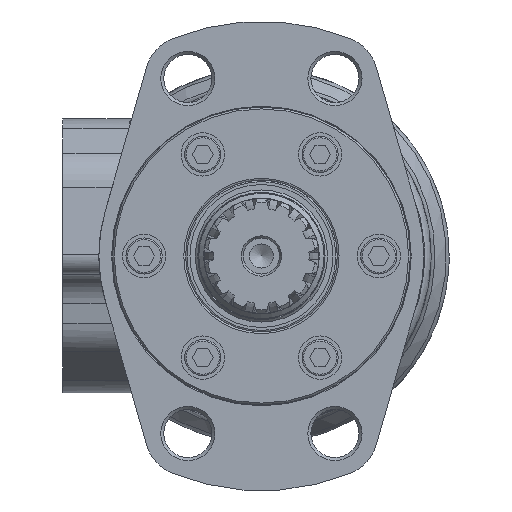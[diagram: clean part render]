
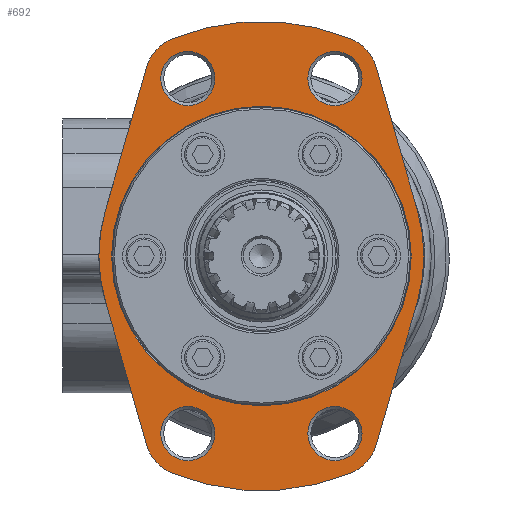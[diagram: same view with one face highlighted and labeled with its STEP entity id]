
A CAD part, left-side view. The second image highlights one B-rep face of the part: STEP entity #692.
In plain terms, the highlighted planar face has unit normal (-1, 0, 0).
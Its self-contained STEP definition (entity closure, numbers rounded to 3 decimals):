
#692 = ADVANCED_FACE( '', ( #1780, #1781, #1782, #1783, #1784, #1785 ), #1786, .F. );
#1780 = FACE_OUTER_BOUND( '', #3471, .T. );
#1781 = FACE_BOUND( '', #3472, .T. );
#1782 = FACE_BOUND( '', #3473, .T. );
#1783 = FACE_BOUND( '', #3474, .T. );
#1784 = FACE_BOUND( '', #3475, .T. );
#1785 = FACE_BOUND( '', #3476, .T. );
#1786 = PLANE( '', #3477 );
#3471 = EDGE_LOOP( '', ( #5360, #5361, #5362, #5363, #5364, #5365, #5366, #5367, #5368, #5369, #5370, #5371 ) );
#3472 = EDGE_LOOP( '', ( #5372 ) );
#3473 = EDGE_LOOP( '', ( #5373 ) );
#3474 = EDGE_LOOP( '', ( #5374 ) );
#3475 = EDGE_LOOP( '', ( #5375 ) );
#3476 = EDGE_LOOP( '', ( #5376 ) );
#3477 = AXIS2_PLACEMENT_3D( '', #5377, #5378, #5379 );
#5360 = ORIENTED_EDGE( '', *, *, #9375, .F. );
#5361 = ORIENTED_EDGE( '', *, *, #9376, .F. );
#5362 = ORIENTED_EDGE( '', *, *, #9377, .F. );
#5363 = ORIENTED_EDGE( '', *, *, #9378, .F. );
#5364 = ORIENTED_EDGE( '', *, *, #9379, .F. );
#5365 = ORIENTED_EDGE( '', *, *, #9380, .F. );
#5366 = ORIENTED_EDGE( '', *, *, #9381, .F. );
#5367 = ORIENTED_EDGE( '', *, *, #9382, .F. );
#5368 = ORIENTED_EDGE( '', *, *, #9383, .F. );
#5369 = ORIENTED_EDGE( '', *, *, #9384, .F. );
#5370 = ORIENTED_EDGE( '', *, *, #9385, .F. );
#5371 = ORIENTED_EDGE( '', *, *, #9386, .F. );
#5372 = ORIENTED_EDGE( '', *, *, #9387, .T. );
#5373 = ORIENTED_EDGE( '', *, *, #9388, .T. );
#5374 = ORIENTED_EDGE( '', *, *, #9389, .T. );
#5375 = ORIENTED_EDGE( '', *, *, #9390, .T. );
#5376 = ORIENTED_EDGE( '', *, *, #9391, .T. );
#5377 = CARTESIAN_POINT( '', ( 0., 0., 0. ) );
#5378 = DIRECTION( '', ( 1., 0., 0. ) );
#5379 = DIRECTION( '', ( 0., 0., -1. ) );
#9375 = EDGE_CURVE( '', #11078, #11079, #11080, .T. );
#9376 = EDGE_CURVE( '', #11081, #11078, #11082, .T. );
#9377 = EDGE_CURVE( '', #11083, #11081, #11084, .T. );
#9378 = EDGE_CURVE( '', #11085, #11083, #11086, .T. );
#9379 = EDGE_CURVE( '', #11087, #11085, #11088, .T. );
#9380 = EDGE_CURVE( '', #11089, #11087, #11090, .T. );
#9381 = EDGE_CURVE( '', #11091, #11089, #11092, .T. );
#9382 = EDGE_CURVE( '', #11093, #11091, #11094, .T. );
#9383 = EDGE_CURVE( '', #11095, #11093, #11096, .T. );
#9384 = EDGE_CURVE( '', #11097, #11095, #11098, .T. );
#9385 = EDGE_CURVE( '', #11099, #11097, #11100, .T. );
#9386 = EDGE_CURVE( '', #11079, #11099, #11101, .T. );
#9387 = EDGE_CURVE( '', #11102, #11102, #11103, .T. );
#9388 = EDGE_CURVE( '', #11104, #11104, #11105, .T. );
#9389 = EDGE_CURVE( '', #11106, #11106, #11107, .T. );
#9390 = EDGE_CURVE( '', #11108, #11108, #11109, .T. );
#9391 = EDGE_CURVE( '', #11110, #11110, #11111, .T. );
#11078 = VERTEX_POINT( '', #13545 );
#11079 = VERTEX_POINT( '', #13546 );
#11080 = CIRCLE( '', #13547, 45. );
#11081 = VERTEX_POINT( '', #13548 );
#11082 = LINE( '', #13549, #13550 );
#11083 = VERTEX_POINT( '', #13551 );
#11084 = CIRCLE( '', #13552, 12. );
#11085 = VERTEX_POINT( '', #13553 );
#11086 = CIRCLE( '', #13554, 65. );
#11087 = VERTEX_POINT( '', #13555 );
#11088 = CIRCLE( '', #13556, 12. );
#11089 = VERTEX_POINT( '', #13557 );
#11090 = LINE( '', #13558, #13559 );
#11091 = VERTEX_POINT( '', #13560 );
#11092 = CIRCLE( '', #13561, 45. );
#11093 = VERTEX_POINT( '', #13562 );
#11094 = LINE( '', #13563, #13564 );
#11095 = VERTEX_POINT( '', #13565 );
#11096 = CIRCLE( '', #13566, 12. );
#11097 = VERTEX_POINT( '', #13567 );
#11098 = CIRCLE( '', #13568, 65. );
#11099 = VERTEX_POINT( '', #13569 );
#11100 = CIRCLE( '', #13570, 12. );
#11101 = LINE( '', #13571, #13572 );
#11102 = VERTEX_POINT( '', #13573 );
#11103 = CIRCLE( '', #13574, 7.505 );
#11104 = VERTEX_POINT( '', #13575 );
#11105 = CIRCLE( '', #13576, 7.505 );
#11106 = VERTEX_POINT( '', #13577 );
#11107 = CIRCLE( '', #13578, 7.505 );
#11108 = VERTEX_POINT( '', #13579 );
#11109 = CIRCLE( '', #13580, 7.505 );
#11110 = VERTEX_POINT( '', #13581 );
#11111 = CIRCLE( '', #13582, 41.485 );
#13545 = CARTESIAN_POINT( '', ( 0., 43.257, -12.404 ) );
#13546 = CARTESIAN_POINT( '', ( 0., 43.257, 12.404 ) );
#13547 = AXIS2_PLACEMENT_3D( '', #17682, #17683, #17684 );
#13548 = CARTESIAN_POINT( '', ( 0., 31.825, -52.27 ) );
#13549 = CARTESIAN_POINT( '', ( 0., 31.825, -52.27 ) );
#13550 = VECTOR( '', #17685, 1000. );
#13551 = CARTESIAN_POINT( '', ( 0., 24.884, -60.048 ) );
#13552 = AXIS2_PLACEMENT_3D( '', #17686, #17687, #17688 );
#13553 = CARTESIAN_POINT( '', ( 0., -24.884, -60.048 ) );
#13554 = AXIS2_PLACEMENT_3D( '', #17689, #17690, #17691 );
#13555 = CARTESIAN_POINT( '', ( 0., -31.825, -52.27 ) );
#13556 = AXIS2_PLACEMENT_3D( '', #17692, #17693, #17694 );
#13557 = CARTESIAN_POINT( '', ( 0., -43.257, -12.404 ) );
#13558 = CARTESIAN_POINT( '', ( 0., -43.257, -12.404 ) );
#13559 = VECTOR( '', #17695, 1000. );
#13560 = CARTESIAN_POINT( '', ( 0., -43.257, 12.404 ) );
#13561 = AXIS2_PLACEMENT_3D( '', #17696, #17697, #17698 );
#13562 = CARTESIAN_POINT( '', ( 0., -31.825, 52.27 ) );
#13563 = CARTESIAN_POINT( '', ( 0., -31.825, 52.27 ) );
#13564 = VECTOR( '', #17699, 1000. );
#13565 = CARTESIAN_POINT( '', ( 0., -24.884, 60.048 ) );
#13566 = AXIS2_PLACEMENT_3D( '', #17700, #17701, #17702 );
#13567 = CARTESIAN_POINT( '', ( 0., 24.884, 60.048 ) );
#13568 = AXIS2_PLACEMENT_3D( '', #17703, #17704, #17705 );
#13569 = CARTESIAN_POINT( '', ( 0., 31.825, 52.27 ) );
#13570 = AXIS2_PLACEMENT_3D( '', #17706, #17707, #17708 );
#13571 = CARTESIAN_POINT( '', ( 0., 43.257, 12.404 ) );
#13572 = VECTOR( '', #17709, 1000. );
#13573 = CARTESIAN_POINT( '', ( 0., -20.36, 41.645 ) );
#13574 = AXIS2_PLACEMENT_3D( '', #17710, #17711, #17712 );
#13575 = CARTESIAN_POINT( '', ( 0., -20.36, -56.655 ) );
#13576 = AXIS2_PLACEMENT_3D( '', #17713, #17714, #17715 );
#13577 = CARTESIAN_POINT( '', ( 0., 20.36, 41.645 ) );
#13578 = AXIS2_PLACEMENT_3D( '', #17716, #17717, #17718 );
#13579 = CARTESIAN_POINT( '', ( 0., 20.36, -56.655 ) );
#13580 = AXIS2_PLACEMENT_3D( '', #17719, #17720, #17721 );
#13581 = CARTESIAN_POINT( '', ( 0., 0., -41.485 ) );
#13582 = AXIS2_PLACEMENT_3D( '', #17722, #17723, #17724 );
#17682 = CARTESIAN_POINT( '', ( 0., 0., 0. ) );
#17683 = DIRECTION( '', ( 1., 0., 0. ) );
#17684 = DIRECTION( '', ( 0., 0., -1. ) );
#17685 = DIRECTION( '', ( 0., 0.276, 0.961 ) );
#17686 = CARTESIAN_POINT( '', ( 0., 20.29, -48.962 ) );
#17687 = DIRECTION( '', ( 1., 0., 0. ) );
#17688 = DIRECTION( '', ( 0., 0., -1. ) );
#17689 = CARTESIAN_POINT( '', ( 0., 0., 0. ) );
#17690 = DIRECTION( '', ( 1., 0., 0. ) );
#17691 = DIRECTION( '', ( 0., 0., -1. ) );
#17692 = CARTESIAN_POINT( '', ( 0., -20.29, -48.962 ) );
#17693 = DIRECTION( '', ( 1., 0., 0. ) );
#17694 = DIRECTION( '', ( 0., 0., -1. ) );
#17695 = DIRECTION( '', ( 0., 0.276, -0.961 ) );
#17696 = CARTESIAN_POINT( '', ( 0., 0., 0. ) );
#17697 = DIRECTION( '', ( 1., 0., 0. ) );
#17698 = DIRECTION( '', ( 0., 0., -1. ) );
#17699 = DIRECTION( '', ( 0., -0.276, -0.961 ) );
#17700 = CARTESIAN_POINT( '', ( 0., -20.29, 48.962 ) );
#17701 = DIRECTION( '', ( 1., 0., 0. ) );
#17702 = DIRECTION( '', ( 0., 0., -1. ) );
#17703 = CARTESIAN_POINT( '', ( 0., 0., 0. ) );
#17704 = DIRECTION( '', ( 1., 0., 0. ) );
#17705 = DIRECTION( '', ( 0., 0., -1. ) );
#17706 = CARTESIAN_POINT( '', ( 0., 20.29, 48.962 ) );
#17707 = DIRECTION( '', ( 1., 0., 0. ) );
#17708 = DIRECTION( '', ( 0., 0., -1. ) );
#17709 = DIRECTION( '', ( 0., -0.276, 0.961 ) );
#17710 = CARTESIAN_POINT( '', ( 0., -20.36, 49.15 ) );
#17711 = DIRECTION( '', ( 1., 0., 0. ) );
#17712 = DIRECTION( '', ( 0., 0., -1. ) );
#17713 = CARTESIAN_POINT( '', ( 0., -20.36, -49.15 ) );
#17714 = DIRECTION( '', ( 1., 0., 0. ) );
#17715 = DIRECTION( '', ( 0., 0., -1. ) );
#17716 = CARTESIAN_POINT( '', ( 0., 20.36, 49.15 ) );
#17717 = DIRECTION( '', ( 1., 0., 0. ) );
#17718 = DIRECTION( '', ( 0., 0., -1. ) );
#17719 = CARTESIAN_POINT( '', ( 0., 20.36, -49.15 ) );
#17720 = DIRECTION( '', ( 1., 0., 0. ) );
#17721 = DIRECTION( '', ( 0., 0., -1. ) );
#17722 = CARTESIAN_POINT( '', ( 0., 0., 0. ) );
#17723 = DIRECTION( '', ( 1., 0., 0. ) );
#17724 = DIRECTION( '', ( 0., 0., -1. ) );
